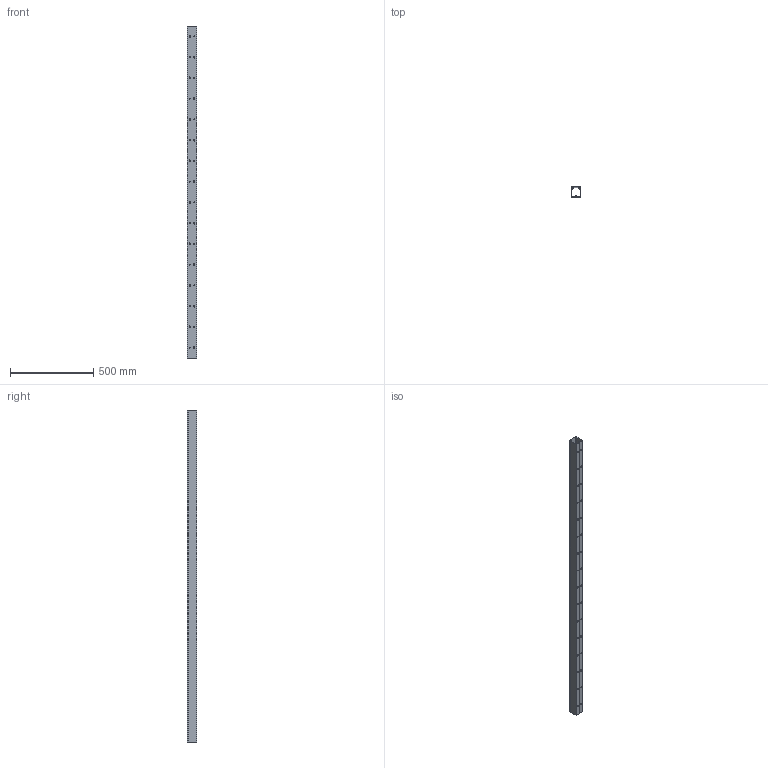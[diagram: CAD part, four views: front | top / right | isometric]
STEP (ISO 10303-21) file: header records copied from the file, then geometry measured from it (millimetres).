
FILE_DESCRIPTION((''),'2;1');
FILE_NAME('LF600600KUN_ASM','2022-09-27T14:50:20',('a.jestaedt'),(''),'CREO PARAMETRIC BY PTC INC, 2022162','CREO PARAMETRIC BY PTC INC, 2022162','');
FILE_SCHEMA(('AUTOMOTIVE_DESIGN { 1 0 10303 214 1 1 1 1 }'));
Length unit declared in the file: millimetre
Products named in the file (3): LF600600KUN; LF600600KUN_D; LF600600KUN_ASM
Assembly tree (2 placements, depth 2):
  LF600600KUN_ASM
    LF600600KUN
    LF600600KUN_D
Bounding box: 57 x 59.6 x 2000 mm (x, y, z)
Volume: 1026216.1 mm3; surface area: 1058470.7 mm2
Topology: 2 solids, 2 shells, 200 faces, 588 edges, 392 vertices
Faces by surface type: plane 104, cylinder 96
Entity records: 7172 total; most frequent: CARTESIAN_POINT 1192, DIRECTION 1190, ORIENTED_EDGE 1176, EDGE_CURVE 588, AXIS2_PLACEMENT_3D 397, VECTOR 396, LINE 396, VERTEX_POINT 392
